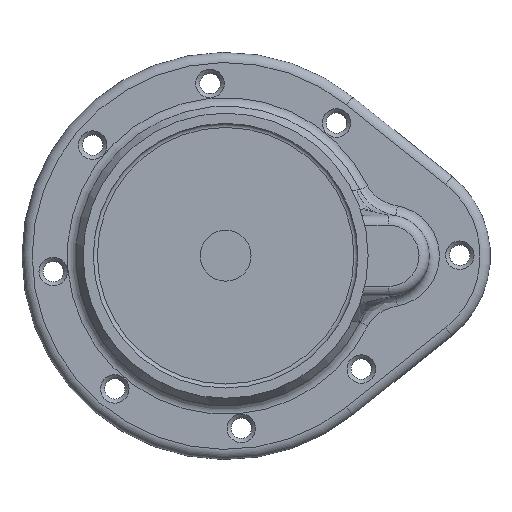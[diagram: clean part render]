
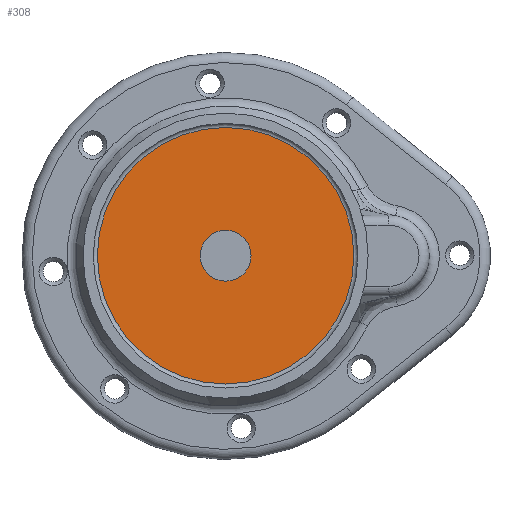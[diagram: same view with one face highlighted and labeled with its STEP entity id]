
A CAD part, top view. The second image highlights one B-rep face of the part: STEP entity #308.
In plain terms, the highlighted planar face has unit normal (0, 0, 1).
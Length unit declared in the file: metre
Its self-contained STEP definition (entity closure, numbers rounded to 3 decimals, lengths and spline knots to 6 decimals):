
#308 = ADVANCED_FACE( '', ( #765, #766 ), #767, .T. );
#765 = FACE_BOUND( '', #8369, .T. );
#766 = FACE_OUTER_BOUND( '', #8370, .T. );
#767 = PLANE( '', #8371 );
#8369 = EDGE_LOOP( '', ( #9591 ) );
#8370 = EDGE_LOOP( '', ( #9592 ) );
#8371 = AXIS2_PLACEMENT_3D( '', #9593, #9594, #9595 );
#9591 = ORIENTED_EDGE( '', *, *, #10101, .T. );
#9592 = ORIENTED_EDGE( '', *, *, #10103, .F. );
#9593 = CARTESIAN_POINT( '', ( 0., -0.063, 0.08401 ) );
#9594 = DIRECTION( '', ( 0., 0., 1. ) );
#9595 = DIRECTION( '', ( 0., -1., 0. ) );
#10101 = EDGE_CURVE( '', #10704, #10704, #10705, .T. );
#10103 = EDGE_CURVE( '', #10708, #10708, #10709, .T. );
#10704 = VERTEX_POINT( '', #15028 );
#10705 = CIRCLE( '', #15029, 0.0125 );
#10708 = VERTEX_POINT( '', #15032 );
#10709 = CIRCLE( '', #15033, 0.063 );
#15028 = CARTESIAN_POINT( '', ( 0., 0.0125, 0.08401 ) );
#15029 = AXIS2_PLACEMENT_3D( '', #15842, #15843, #15844 );
#15032 = CARTESIAN_POINT( '', ( 0., 0.063, 0.08401 ) );
#15033 = AXIS2_PLACEMENT_3D( '', #15848, #15849, #15850 );
#15842 = CARTESIAN_POINT( '', ( 0., 0., 0.08401 ) );
#15843 = DIRECTION( '', ( 0., 0., -1. ) );
#15844 = DIRECTION( '', ( 0., 1., 0. ) );
#15848 = CARTESIAN_POINT( '', ( 0., 0., 0.08401 ) );
#15849 = DIRECTION( '', ( 0., 0., -1. ) );
#15850 = DIRECTION( '', ( 0., 1., 0. ) );
